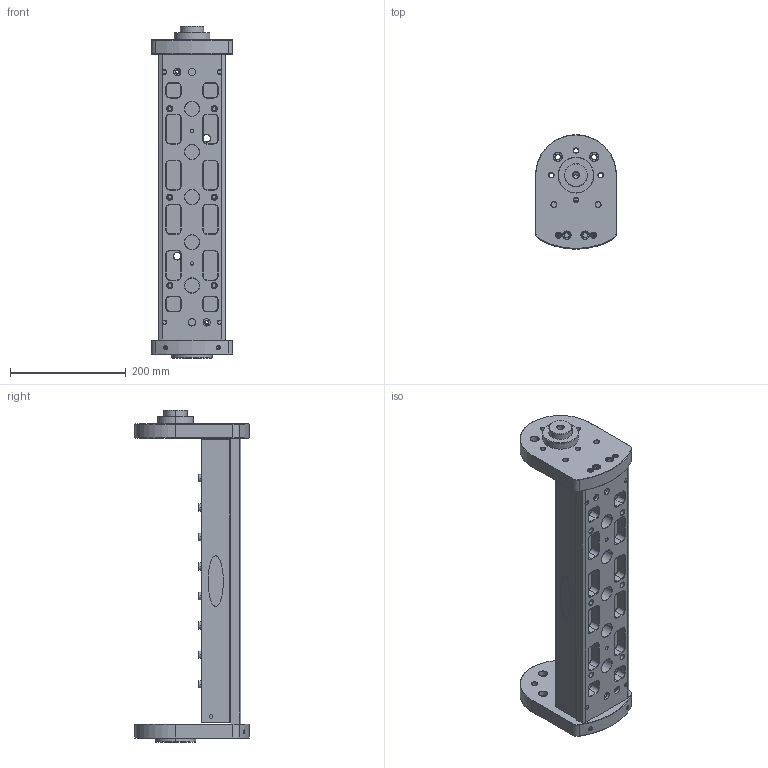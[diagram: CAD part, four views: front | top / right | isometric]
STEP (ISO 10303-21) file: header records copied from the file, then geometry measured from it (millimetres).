
FILE_DESCRIPTION (( 'STEP AP214' ), '1' );
FILE_NAME ('Brother 650 DA08 Hydraulic Base Plate.STEP', '2023-12-27T13:16:39', ( 'Montague Tools Inc' ), ( '' ), 'SwSTEP 2.0', 'SolidWorks 2023', '' );
FILE_SCHEMA (( 'AUTOMOTIVE_DESIGN' ));
Length unit declared in the file: inch
Products named in the file (12): .375 X 2.25 SHCS; 650 PLATTER; .375 X 1.50 PULL-PIN; 1781 CV PLUG_.250 x .250 Cv Plug; 1636 O-RING; .625 X 2.50 PULL PIN; 3310-TRUN-FP-TS-T200 [ FacePlate - Brother T-200A Tail Support ]; 650 HYDRAULIC BASE DA08; 3310-TRUN-FP-R-T200 [ FacePlate - Brother T-200A Rotary ]; .375 X 1.25 SHCS; .625 ID X .875 OD X .500 LEN [ PAWS 1770 ]; Brother 650 DA08 Hydraulic Base Plate
Assembly tree (26 placements, depth 2):
  Brother 650 DA08 Hydraulic Base Plate
    3310-TRUN-FP-R-T200 [ FacePlate - Brother T-200A Rotary ]
    1636 O-RING  x2
    1781 CV PLUG_.250 x .250 Cv Plug  x2
    3310-TRUN-FP-TS-T200 [ FacePlate - Brother T-200A Tail Support ]
    .375 X 1.50 PULL-PIN  x4
    .375 X 1.25 SHCS  x4
    .625 ID X .875 OD X .500 LEN [ PAWS 1770 ]  x4
    650 PLATTER
    650 HYDRAULIC BASE DA08
    .375 X 2.25 SHCS  x4
    .625 X 2.50 PULL PIN  x2
Bounding box: 139.7 x 196.85 x 572.52 mm (x, y, z)
Volume: 4712909.9 mm3; surface area: 538255.4 mm2
Topology: 26 solids, 26 shells, 1561 faces, 3518 edges, 2059 vertices
Faces by surface type: cone 576, cylinder 502, plane 375, torus 100, sphere 4, bspline 4
Entity records: 37751 total; most frequent: DIRECTION 6994, CARTESIAN_POINT 6769, ORIENTED_EDGE 5876, EDGE_CURVE 2938, AXIS2_PLACEMENT_3D 2798, VERTEX_POINT 1765, EDGE_LOOP 1599, CIRCLE 1454
